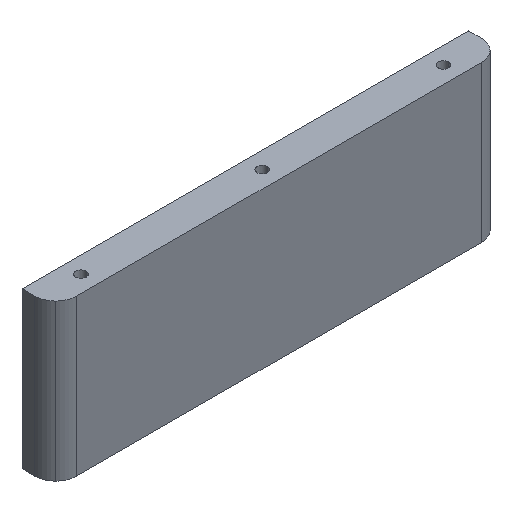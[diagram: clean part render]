
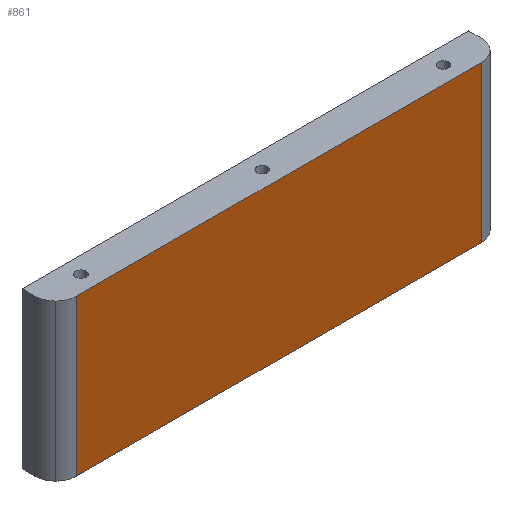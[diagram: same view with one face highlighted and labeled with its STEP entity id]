
A CAD part, isometric view. The second image highlights one B-rep face of the part: STEP entity #861.
In plain terms, the highlighted planar face has unit normal (0, -1, 0).
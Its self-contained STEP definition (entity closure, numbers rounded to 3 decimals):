
#10 = CARTESIAN_POINT ( 'NONE',  ( 48., -4., 37. ) ) ;
#41 = EDGE_CURVE ( 'NONE', #192, #696, #604, .T. ) ;
#47 = VERTEX_POINT ( 'NONE', #821 ) ;
#68 = DIRECTION ( 'NONE',  ( 0., 0., -1. ) ) ;
#94 = PLANE ( 'NONE',  #481 ) ;
#101 = EDGE_CURVE ( 'NONE', #941, #192, #190, .T. ) ;
#105 = EDGE_CURVE ( 'NONE', #696, #47, #727, .T. ) ;
#132 = EDGE_LOOP ( 'NONE', ( #752, #644, #389, #221 ) ) ;
#171 = VECTOR ( 'NONE', #382, 1000. ) ;
#174 = CARTESIAN_POINT ( 'NONE',  ( 53., -4., 37. ) ) ;
#183 = DIRECTION ( 'NONE',  ( 1., 0., 0. ) ) ;
#190 = LINE ( 'NONE', #801, #333 ) ;
#191 = DIRECTION ( 'NONE',  ( 0., 0., 1. ) ) ;
#192 = VERTEX_POINT ( 'NONE', #258 ) ;
#212 = EDGE_CURVE ( 'NONE', #47, #941, #905, .T. ) ;
#221 = ORIENTED_EDGE ( 'NONE', *, *, #41, .F. ) ;
#234 = CARTESIAN_POINT ( 'NONE',  ( 53., -4., 0. ) ) ;
#258 = CARTESIAN_POINT ( 'NONE',  ( 48., -4., 0. ) ) ;
#260 = CARTESIAN_POINT ( 'NONE',  ( -48., -4., 0. ) ) ;
#333 = VECTOR ( 'NONE', #68, 1000. ) ;
#367 = VECTOR ( 'NONE', #183, 1000. ) ;
#382 = DIRECTION ( 'NONE',  ( -1., 0., 0. ) ) ;
#389 = ORIENTED_EDGE ( 'NONE', *, *, #105, .F. ) ;
#481 = AXIS2_PLACEMENT_3D ( 'NONE', #503, #569, #807 ) ;
#503 = CARTESIAN_POINT ( 'NONE',  ( -53., -4., 0. ) ) ;
#569 = DIRECTION ( 'NONE',  ( 0., -1., 0. ) ) ;
#604 = LINE ( 'NONE', #234, #171 ) ;
#644 = ORIENTED_EDGE ( 'NONE', *, *, #212, .F. ) ;
#695 = VECTOR ( 'NONE', #191, 1000. ) ;
#696 = VERTEX_POINT ( 'NONE', #909 ) ;
#727 = LINE ( 'NONE', #260, #695 ) ;
#752 = ORIENTED_EDGE ( 'NONE', *, *, #101, .F. ) ;
#801 = CARTESIAN_POINT ( 'NONE',  ( 48., -4., 0. ) ) ;
#807 = DIRECTION ( 'NONE',  ( 1., 0., 0. ) ) ;
#810 = FACE_OUTER_BOUND ( 'NONE', #132, .T. ) ;
#821 = CARTESIAN_POINT ( 'NONE',  ( -48., -4., 37. ) ) ;
#861 = ADVANCED_FACE ( 'NONE', ( #810 ), #94, .T. ) ;
#905 = LINE ( 'NONE', #174, #367 ) ;
#909 = CARTESIAN_POINT ( 'NONE',  ( -48., -4., 0. ) ) ;
#941 = VERTEX_POINT ( 'NONE', #10 ) ;
